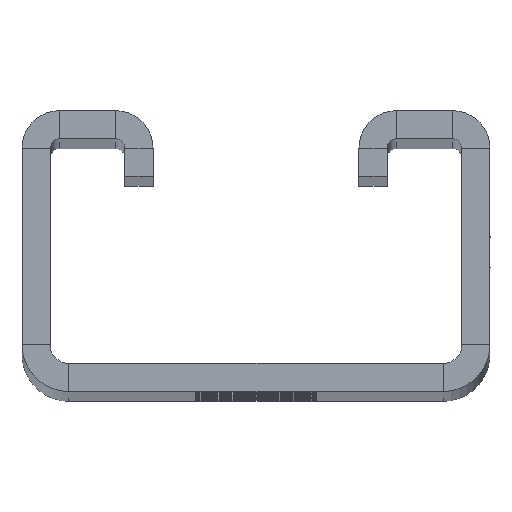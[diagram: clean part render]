
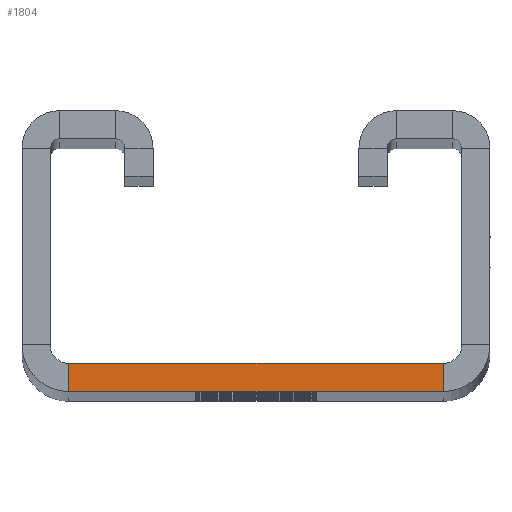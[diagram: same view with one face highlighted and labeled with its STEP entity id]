
A CAD part, top view. The second image highlights one B-rep face of the part: STEP entity #1804.
In plain terms, the highlighted planar face has unit normal (0, 0, 1).
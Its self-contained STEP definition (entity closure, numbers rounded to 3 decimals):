
#3 = CARTESIAN_POINT ( 'NONE',  ( -25., -30., 600. ) ) ;
#91 = DIRECTION ( 'NONE',  ( 0., 1., 0. ) ) ;
#251 = CARTESIAN_POINT ( 'NONE',  ( -25., -27., 600. ) ) ;
#475 = ORIENTED_EDGE ( 'NONE', *, *, #3911, .F. ) ;
#517 = PLANE ( 'NONE',  #2815 ) ;
#743 = DIRECTION ( 'NONE',  ( 0., -1., 0. ) ) ;
#854 = DIRECTION ( 'NONE',  ( 0., 0., 1. ) ) ;
#929 = DIRECTION ( 'NONE',  ( -1., 0., 0. ) ) ;
#1105 = VECTOR ( 'NONE', #929, 1000. ) ;
#1353 = DIRECTION ( 'NONE',  ( -1., 0., 0. ) ) ;
#1435 = CARTESIAN_POINT ( 'NONE',  ( -20., -30., 600. ) ) ;
#1478 = CARTESIAN_POINT ( 'NONE',  ( 20., -30., 600. ) ) ;
#1526 = FACE_OUTER_BOUND ( 'NONE', #2568, .T. ) ;
#1765 = CARTESIAN_POINT ( 'NONE',  ( -20., -27., 600. ) ) ;
#1804 = ADVANCED_FACE ( 'NONE', ( #1526 ), #517, .T. ) ;
#1917 = EDGE_CURVE ( 'NONE', #2599, #3122, #2913, .T. ) ;
#1944 = VECTOR ( 'NONE', #1353, 1000. ) ;
#2066 = ORIENTED_EDGE ( 'NONE', *, *, #4070, .T. ) ;
#2426 = VECTOR ( 'NONE', #743, 1000. ) ;
#2480 = VERTEX_POINT ( 'NONE', #1478 ) ;
#2549 = CARTESIAN_POINT ( 'NONE',  ( 22., -25., 600. ) ) ;
#2568 = EDGE_LOOP ( 'NONE', ( #475, #2066, #2596, #3613 ) ) ;
#2596 = ORIENTED_EDGE ( 'NONE', *, *, #1917, .T. ) ;
#2599 = VERTEX_POINT ( 'NONE', #3660 ) ;
#2815 = AXIS2_PLACEMENT_3D ( 'NONE', #2549, #854, #3243 ) ;
#2913 = LINE ( 'NONE', #251, #1105 ) ;
#3122 = VERTEX_POINT ( 'NONE', #4290 ) ;
#3243 = DIRECTION ( 'NONE',  ( 1., 0., 0. ) ) ;
#3325 = LINE ( 'NONE', #1765, #2426 ) ;
#3613 = ORIENTED_EDGE ( 'NONE', *, *, #3997, .T. ) ;
#3660 = CARTESIAN_POINT ( 'NONE',  ( 20., -27., 600. ) ) ;
#3774 = LINE ( 'NONE', #3, #1944 ) ;
#3911 = EDGE_CURVE ( 'NONE', #2480, #4089, #3774, .T. ) ;
#3935 = VECTOR ( 'NONE', #91, 1000. ) ;
#3997 = EDGE_CURVE ( 'NONE', #3122, #4089, #3325, .T. ) ;
#4040 = LINE ( 'NONE', #4189, #3935 ) ;
#4070 = EDGE_CURVE ( 'NONE', #2480, #2599, #4040, .T. ) ;
#4089 = VERTEX_POINT ( 'NONE', #1435 ) ;
#4189 = CARTESIAN_POINT ( 'NONE',  ( 20., -30., 600. ) ) ;
#4290 = CARTESIAN_POINT ( 'NONE',  ( -20., -27., 600. ) ) ;
